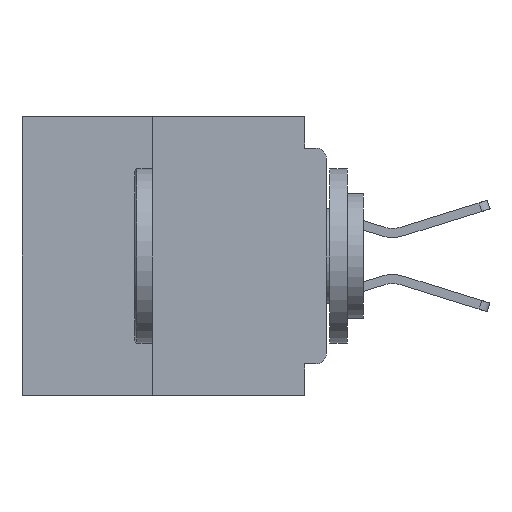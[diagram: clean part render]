
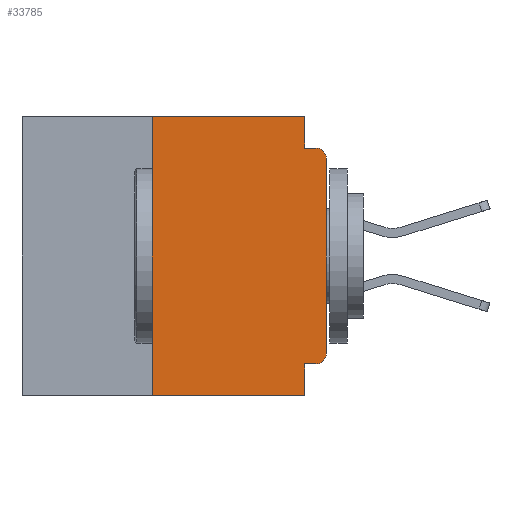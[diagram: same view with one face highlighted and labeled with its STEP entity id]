
A CAD part, left-side view. The second image highlights one B-rep face of the part: STEP entity #33785.
In plain terms, the highlighted planar face has unit normal (-1, 0, 0).
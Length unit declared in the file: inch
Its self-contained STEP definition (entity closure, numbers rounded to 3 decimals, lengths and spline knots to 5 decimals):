
#994 = CARTESIAN_POINT ( 'NONE',  ( 0., 0.015, -0.34 ) ) ;
#1309 = DIRECTION ( 'NONE',  ( 0., -1., 0. ) ) ;
#2056 = LINE ( 'NONE', #18640, #46152 ) ;
#3254 = ORIENTED_EDGE ( 'NONE', *, *, #6964, .F. ) ;
#4994 = ORIENTED_EDGE ( 'NONE', *, *, #40772, .F. ) ;
#5252 = CARTESIAN_POINT ( 'NONE',  ( 0., 0.031, -0.045 ) ) ;
#5306 = DIRECTION ( 'NONE',  ( 0., 0., -1. ) ) ;
#6941 = EDGE_CURVE ( 'NONE', #24025, #17774, #24275, .T. ) ;
#6964 = EDGE_CURVE ( 'NONE', #33192, #24025, #21639, .T. ) ;
#7063 = DIRECTION ( 'NONE',  ( 1., 0., 0. ) ) ;
#7125 = CARTESIAN_POINT ( 'NONE',  ( 0., 0.015, -0.355 ) ) ;
#7421 = LINE ( 'NONE', #16509, #50166 ) ;
#10186 = VECTOR ( 'NONE', #20216, 39.37008 ) ;
#11744 = CARTESIAN_POINT ( 'NONE',  ( 0., 0., -0.355 ) ) ;
#12123 = EDGE_CURVE ( 'NONE', #44039, #49292, #2056, .T. ) ;
#12555 = CARTESIAN_POINT ( 'NONE',  ( 0., 0., -0.06 ) ) ;
#12641 = CARTESIAN_POINT ( 'NONE',  ( 0., 0.437, 0. ) ) ;
#13457 = VECTOR ( 'NONE', #1309, 39.37008 ) ;
#13577 = VERTEX_POINT ( 'NONE', #12555 ) ;
#14267 = CARTESIAN_POINT ( 'NONE',  ( 0., 0.437, -0.4 ) ) ;
#15517 = CARTESIAN_POINT ( 'NONE',  ( 0., 0.437, 0. ) ) ;
#15771 = CARTESIAN_POINT ( 'NONE',  ( 0., 0., -0.34 ) ) ;
#15841 = CARTESIAN_POINT ( 'NONE',  ( 0., 0.031, -0.4 ) ) ;
#16509 = CARTESIAN_POINT ( 'NONE',  ( 0., 0.031, 0. ) ) ;
#17278 = CARTESIAN_POINT ( 'NONE',  ( 0., 0.031, 0. ) ) ;
#17774 = VERTEX_POINT ( 'NONE', #31195 ) ;
#18640 = CARTESIAN_POINT ( 'NONE',  ( 0., 0., -0.045 ) ) ;
#18787 = DIRECTION ( 'NONE',  ( 0., 0., 1. ) ) ;
#20216 = DIRECTION ( 'NONE',  ( 0., 0., -1. ) ) ;
#20301 = VECTOR ( 'NONE', #45827, 39.37008 ) ;
#20888 = DIRECTION ( 'NONE',  ( 0., 0., -1. ) ) ;
#21275 = VECTOR ( 'NONE', #25814, 39.37008 ) ;
#21639 = LINE ( 'NONE', #11744, #20301 ) ;
#22592 = LINE ( 'NONE', #38415, #21275 ) ;
#22727 = VECTOR ( 'NONE', #18787, 39.37008 ) ;
#22877 = ORIENTED_EDGE ( 'NONE', *, *, #35833, .T. ) ;
#22935 = DIRECTION ( 'NONE',  ( 0., -1., 0. ) ) ;
#23231 = DIRECTION ( 'NONE',  ( -1., 0., 0. ) ) ;
#24025 = VERTEX_POINT ( 'NONE', #31207 ) ;
#24162 = PLANE ( 'NONE',  #47744 ) ;
#24275 = LINE ( 'NONE', #15841, #10186 ) ;
#25046 = AXIS2_PLACEMENT_3D ( 'NONE', #994, #30964, #5306 ) ;
#25814 = DIRECTION ( 'NONE',  ( 0., 0., 1. ) ) ;
#25863 = FACE_OUTER_BOUND ( 'NONE', #50290, .T. ) ;
#26502 = ORIENTED_EDGE ( 'NONE', *, *, #12123, .F. ) ;
#26922 = AXIS2_PLACEMENT_3D ( 'NONE', #48710, #23231, #52965 ) ;
#28321 = EDGE_CURVE ( 'NONE', #13577, #49292, #46970, .T. ) ;
#30606 = VERTEX_POINT ( 'NONE', #15771 ) ;
#30964 = DIRECTION ( 'NONE',  ( -1., 0., 0. ) ) ;
#30998 = EDGE_CURVE ( 'NONE', #30606, #13577, #34066, .T. ) ;
#31195 = CARTESIAN_POINT ( 'NONE',  ( 0., 0.031, -0.4 ) ) ;
#31207 = CARTESIAN_POINT ( 'NONE',  ( 0., 0.031, -0.355 ) ) ;
#32717 = VECTOR ( 'NONE', #46905, 39.37008 ) ;
#32852 = ORIENTED_EDGE ( 'NONE', *, *, #55208, .T. ) ;
#33192 = VERTEX_POINT ( 'NONE', #7125 ) ;
#33785 = ADVANCED_FACE ( 'NONE', ( #25863 ), #24162, .F. ) ;
#34066 = LINE ( 'NONE', #44199, #22727 ) ;
#35833 = EDGE_CURVE ( 'NONE', #33192, #30606, #43518, .T. ) ;
#36010 = ORIENTED_EDGE ( 'NONE', *, *, #6941, .F. ) ;
#36985 = DIRECTION ( 'NONE',  ( 0., 0., -1. ) ) ;
#37468 = CARTESIAN_POINT ( 'NONE',  ( 0., 0.25, 0. ) ) ;
#38415 = CARTESIAN_POINT ( 'NONE',  ( 0., 0.25, -0.4 ) ) ;
#40690 = ORIENTED_EDGE ( 'NONE', *, *, #43886, .F. ) ;
#40772 = EDGE_CURVE ( 'NONE', #52195, #44039, #7421, .T. ) ;
#41126 = CARTESIAN_POINT ( 'NONE',  ( 0., 0.25, -0.4 ) ) ;
#43518 = CIRCLE ( 'NONE', #25046, 0.015 ) ;
#43886 = EDGE_CURVE ( 'NONE', #53143, #52195, #43970, .T. ) ;
#43970 = LINE ( 'NONE', #12641, #32717 ) ;
#44039 = VERTEX_POINT ( 'NONE', #5252 ) ;
#44199 = CARTESIAN_POINT ( 'NONE',  ( 0., 0., 0. ) ) ;
#44550 = ORIENTED_EDGE ( 'NONE', *, *, #30998, .T. ) ;
#45210 = EDGE_CURVE ( 'NONE', #45618, #53143, #22592, .T. ) ;
#45618 = VERTEX_POINT ( 'NONE', #41126 ) ;
#45827 = DIRECTION ( 'NONE',  ( 0., 1., 0. ) ) ;
#46092 = LINE ( 'NONE', #14267, #13457 ) ;
#46152 = VECTOR ( 'NONE', #22935, 39.37008 ) ;
#46905 = DIRECTION ( 'NONE',  ( 0., -1., 0. ) ) ;
#46970 = CIRCLE ( 'NONE', #26922, 0.015 ) ;
#47744 = AXIS2_PLACEMENT_3D ( 'NONE', #15517, #7063, #36985 ) ;
#48710 = CARTESIAN_POINT ( 'NONE',  ( 0., 0.015, -0.06 ) ) ;
#48899 = CARTESIAN_POINT ( 'NONE',  ( 0., 0.015, -0.045 ) ) ;
#49292 = VERTEX_POINT ( 'NONE', #48899 ) ;
#50166 = VECTOR ( 'NONE', #20888, 39.37008 ) ;
#50290 = EDGE_LOOP ( 'NONE', ( #44550, #52298, #26502, #4994, #40690, #53282, #32852, #36010, #3254, #22877 ) ) ;
#52195 = VERTEX_POINT ( 'NONE', #17278 ) ;
#52298 = ORIENTED_EDGE ( 'NONE', *, *, #28321, .T. ) ;
#52965 = DIRECTION ( 'NONE',  ( 0., 0., -1. ) ) ;
#53143 = VERTEX_POINT ( 'NONE', #37468 ) ;
#53282 = ORIENTED_EDGE ( 'NONE', *, *, #45210, .F. ) ;
#55208 = EDGE_CURVE ( 'NONE', #45618, #17774, #46092, .T. ) ;
